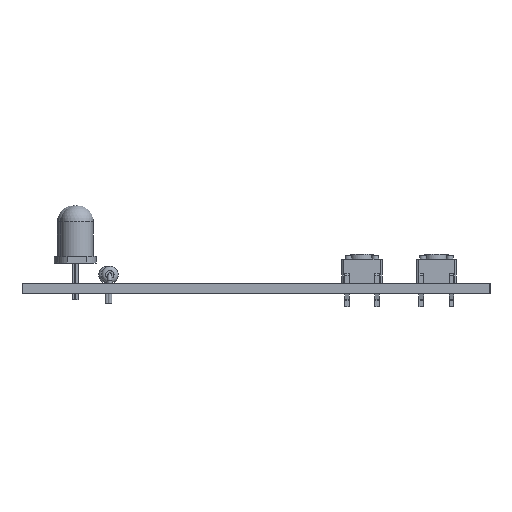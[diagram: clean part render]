
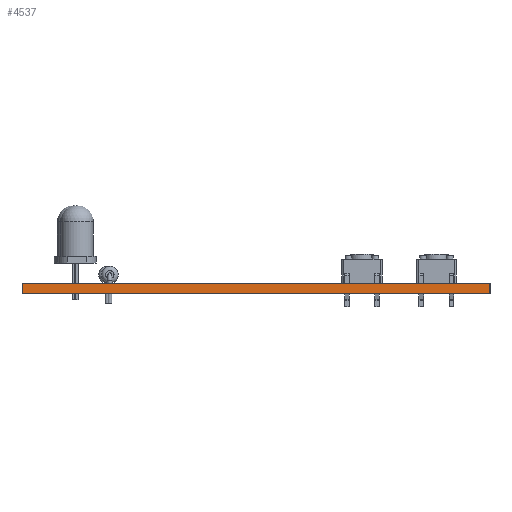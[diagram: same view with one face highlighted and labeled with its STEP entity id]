
A CAD part, left-side view. The second image highlights one B-rep face of the part: STEP entity #4537.
In plain terms, the highlighted planar face has unit normal (-1, 0, 0).
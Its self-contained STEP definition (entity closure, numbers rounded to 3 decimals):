
#4481 = VERTEX_POINT('',#4482);
#4482 = CARTESIAN_POINT('',(37.6,-143.7,1.51));
#4488 = EDGE_CURVE('',#4489,#4481,#4491,.T.);
#4489 = VERTEX_POINT('',#4490);
#4490 = CARTESIAN_POINT('',(37.6,-143.7,0.));
#4491 = LINE('',#4492,#4493);
#4492 = CARTESIAN_POINT('',(37.6,-143.7,0.));
#4493 = VECTOR('',#4494,1.);
#4494 = DIRECTION('',(0.,0.,1.));
#4537 = ADVANCED_FACE('',(#4538),#4563,.T.);
#4538 = FACE_BOUND('',#4539,.T.);
#4539 = EDGE_LOOP('',(#4540,#4541,#4549,#4557));
#4540 = ORIENTED_EDGE('',*,*,#4488,.T.);
#4541 = ORIENTED_EDGE('',*,*,#4542,.T.);
#4542 = EDGE_CURVE('',#4481,#4543,#4545,.T.);
#4543 = VERTEX_POINT('',#4544);
#4544 = CARTESIAN_POINT('',(37.6,-73.9,1.51));
#4545 = LINE('',#4546,#4547);
#4546 = CARTESIAN_POINT('',(37.6,-143.7,1.51));
#4547 = VECTOR('',#4548,1.);
#4548 = DIRECTION('',(0.,1.,0.));
#4549 = ORIENTED_EDGE('',*,*,#4550,.F.);
#4550 = EDGE_CURVE('',#4551,#4543,#4553,.T.);
#4551 = VERTEX_POINT('',#4552);
#4552 = CARTESIAN_POINT('',(37.6,-73.9,0.));
#4553 = LINE('',#4554,#4555);
#4554 = CARTESIAN_POINT('',(37.6,-73.9,0.));
#4555 = VECTOR('',#4556,1.);
#4556 = DIRECTION('',(0.,0.,1.));
#4557 = ORIENTED_EDGE('',*,*,#4558,.F.);
#4558 = EDGE_CURVE('',#4489,#4551,#4559,.T.);
#4559 = LINE('',#4560,#4561);
#4560 = CARTESIAN_POINT('',(37.6,-143.7,0.));
#4561 = VECTOR('',#4562,1.);
#4562 = DIRECTION('',(0.,1.,0.));
#4563 = PLANE('',#4564);
#4564 = AXIS2_PLACEMENT_3D('',#4565,#4566,#4567);
#4565 = CARTESIAN_POINT('',(37.6,-143.7,0.));
#4566 = DIRECTION('',(-1.,0.,0.));
#4567 = DIRECTION('',(0.,1.,0.));
